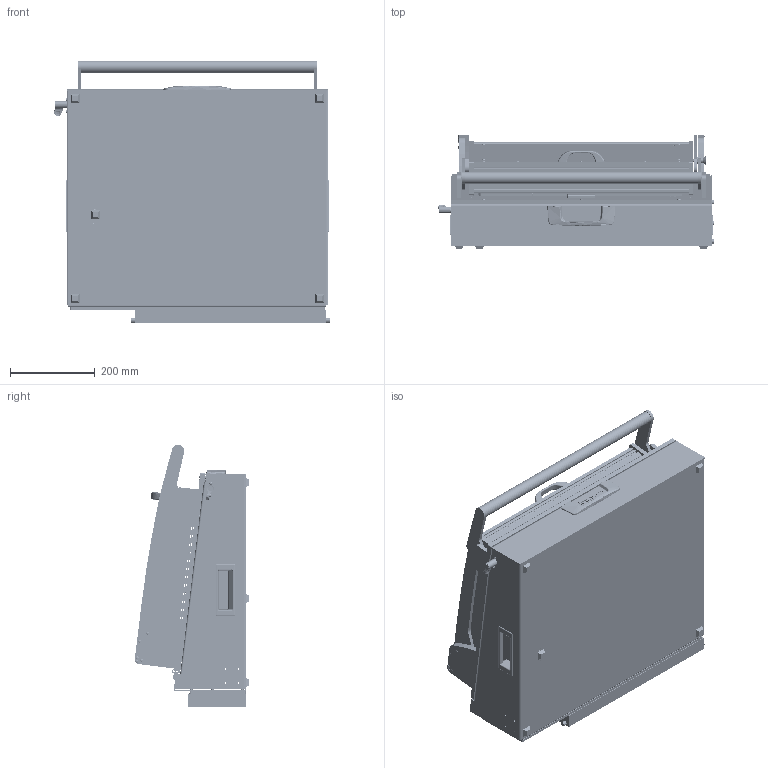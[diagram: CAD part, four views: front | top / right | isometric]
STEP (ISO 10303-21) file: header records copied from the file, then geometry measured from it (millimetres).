
FILE_DESCRIPTION (( 'STEP AP214' ), '1' );
FILE_NAME ('INGUN_53390.STEP', '2021-02-24T14:56:04', ( '' ), ( '' ), 'SwSTEP 2.0', 'SolidWorks 2018', '' );
FILE_SCHEMA (( 'AUTOMOTIVE_DESIGN' ));
Length unit declared in the file: millimetre
Products named in the file (123): ISO7380~n_M04,0x008; 48390~1_KUNDE<S>; DIN912~n_M04,0x020; 47523~0_S; 35334~0_S; 45880~3_S; 20902~0; 37972~6_S; KS-113-Master~-k-s_KS-113 23; 110231~1_S; 37797~0_S; DIN125~n_03,2 M03,0; 53032~0_S; 109953~0_KUNDE<S>; 45876~2; DIN6325~n_06,0m6x030; 109952~0_KUNDE<S>; DIN7979~n_04,0m6x020M3; 39894~2_KUNDE<S>; 48370~6_KUNDE<S>; DIN914~n_M04,0x05; 48565~1_S; 31555~4_S; SKB-II~-s-k-i-i_M4,0x73 St; 53734~1_KUNDE<S>; 8804~0; K_02037~0_Standard ohne Dyn Punkt<Standard>; INGUN_53390; 3521~0_Spring Pin ISO 8752 - 3 x 16 - St; 32333~12; ISO7380~n_M03,0x006; ISO7380~n_M04,0x012; 38001~12; 40513~4_KUNDE<S>; 21332_02~0; 53031~0_S; 3699~0_einzeln <Standard>; ISO7380~n_M04,0x020; 48376~0_S; 48728~1_S ...
Assembly tree (290 placements, depth 6):
  INGUN_53390
    48390~1_KUNDE<S>
      32504~6_S
        32333~12
        31555~4_S
        21332~0_MA 2112<Standard>
          21332_02~0
          21332_01~0
        20902~0
        30758~0_S  x2
          30758_01~0_S
          30758_02~0_S
        2720~0  x5
        53032~0_S
        32171~0_S
        32462~0_S
        29805~4_geschlossen<S>
          110322~4_S
          110705~1_S
          30984~0_S
          110231~1_S
          110443~0_S
          30112~0
          ISO7380~n_M05,0x030
          ISO7380~n_M04,0x008  x2
          DIN914~n_M04,0x05
        35334~0_S
        ISO7380~n_M04,0x012  x4
        DIN7991~n_M05,0x012  x2
        DIN7991~n_M05,0x016
        DIN985-A2~n_M05,0  x3
        8804~0
        DIN125~n_05,3 M05,0 Fase  x2
      48370~6_KUNDE<S>
        48371~7_KUNDE<S>
          31444~14_KUNDE<S>
          31446~15_KUNDE<S>
          34328~1_S  x2
          37792~1_S
          31442~5_mit Zentrierstifen <S>
          3381~0  x3
          ISO7380~n_M04,0x020  x2
          ISO7380~n_M04,0x016
          3521~0_Spring Pin ISO 8752 - 3 x 16 - St  x4
          57801~2_S  x2
          49317~0  x2
          DIN125~n_06,4 M06,0 Fase  x2
        48374~5_S
          38001~12
          48376~0_S
          37972~6_S
          37971~8_S
          48509~2_S
          2281~0_180ø<Standard>  x3
            2281~0
          32341~6_S
          53031~0_S
          48727~1_S
            48726~2_S
            DIN6325~n_04,0m6x012
Bounding box: 649.09 x 269.75 x 617.9 mm (x, y, z)
Volume: 12494105.8 mm3; surface area: 4998254.1 mm2
Topology: 302 solids, 302 shells, 8901 faces, 21908 edges, 14070 vertices
Faces by surface type: cylinder 3665, plane 3618, cone 1033, bspline 293, torus 178, sphere 114
Entity records: 203724 total; most frequent: CARTESIAN_POINT 47175, DIRECTION 28711, ORIENTED_EDGE 26466, EDGE_CURVE 13233, AXIS2_PLACEMENT_3D 10701, VERTEX_POINT 8600, LINE 7309, VECTOR 7309
